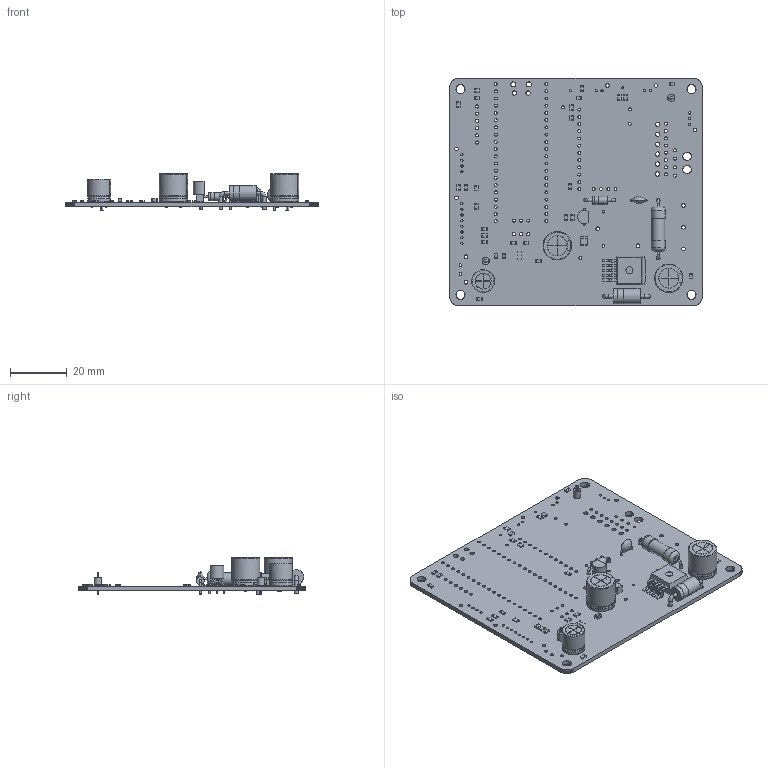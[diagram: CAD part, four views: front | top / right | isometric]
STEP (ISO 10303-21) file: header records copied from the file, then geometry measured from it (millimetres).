
FILE_DESCRIPTION(('KiCad electronic assembly'),'2;1');
FILE_NAME('WaveWise_PMIC.step','2024-03-31T12:47:16',('Pcbnew'),('Kicad' ),'Open CASCADE STEP processor 7.7','KiCad to STEP converter', 'Unknown');
FILE_SCHEMA(('AUTOMOTIVE_DESIGN { 1 0 10303 214 1 1 1 1 }'));
Length unit declared in the file: millimetre
Products named in the file (26): WaveWise_PMIC 1; R_0805_2012Metric; TO-92_Inline_Wide; C_0805_2012Metric; CP_Radial_D10.0mm_P5.00mm; CP_Radial_D100mm_P500mm; R_Axial_DIN0516_L15.5mm_D5.0mm_P20.32mm_Horizontal; R_Axial_DIN0516_L155mm_D50mm_P2032mm_Horizontal; TestPoint_Loop_D1.80mm_Drill1.0mm_Beaded; TestPoint_Loop_D1_80mm_Drill1_0mm_Beaded_cp; D_DO-201AD_P15.24mm_Horizontal; C_1210_3225Metric; C_Disc_D5.0mm_W2.5mm_P5.00mm; C_Disc_D50mm_W25mm_P500mm; D_DO-41_SOD81_P10.16mm_Horizontal; TO-263-5_TabPin6; CQ assembly; CP_Radial_D8.0mm_P5.00mm; CP_Radial_D80mm_P500mm; WaveWise_PMIC PCB
Assembly tree (52 placements, depth 3):
  WaveWise_PMIC 1
    R_0805_2012Metric  x25
      R_0805_2012Metric
    TO-92_Inline_Wide
      TO-92_Inline_Wide
    C_0805_2012Metric  x2
      C_0805_2012Metric
    CP_Radial_D10.0mm_P5.00mm  x2
      CP_Radial_D100mm_P500mm
    R_Axial_DIN0516_L15.5mm_D5.0mm_P20.32mm_Horizontal
      R_Axial_DIN0516_L155mm_D50mm_P2032mm_Horizontal
    TestPoint_Loop_D1.80mm_Drill1.0mm_Beaded  x2
      TestPoint_Loop_D1_80mm_Drill1_0mm_Beaded_cp
    D_DO-201AD_P15.24mm_Horizontal
      D_DO-201AD_P15.24mm_Horizontal
    C_1210_3225Metric
      C_1210_3225Metric
    C_Disc_D5.0mm_W2.5mm_P5.00mm
      C_Disc_D50mm_W25mm_P500mm
    D_DO-41_SOD81_P10.16mm_Horizontal
      D_DO-41_SOD81_P10.16mm_Horizontal
    TO-263-5_TabPin6
      CQ assembly
    CP_Radial_D8.0mm_P5.00mm
      CP_Radial_D80mm_P500mm
    WaveWise_PMIC PCB
Bounding box: 88.9 x 80.01 x 13 mm (x, y, z)
Volume: 14194.7 mm3; surface area: 18602.2 mm2
Topology: 48 solids, 51 shells, 1349 faces, 3510 edges, 2292 vertices
Faces by surface type: plane 797, cylinder 496, bspline 22, revolution 16, torus 16, sphere 2
Full cylindrical faces by diameter (mm): 0.3 x6, 0.5 x10, 0.7 x6, 0.8 x34, 0.991 x2, 1 x10, 1.02 x75, 1.1 x8, 1.143 x3, 1.2 x2, 1.27 x2, 1.295 x5, 1.3 x9, 1.5 x2, 1.52 x6, 1.6 x2, 1.8 x2, 2.5 x1, 2.54 x2, 2.7 x2, 2.72 x1, 3 x2, 3.2 x4, 4.5 x1, 5 x2, 5.2 x2, 5.22 x1
Entity records: 50289 total; most frequent: CARTESIAN_POINT 14010, DIRECTION 6363, LINE 3680, VECTOR 3680, ORIENTED_EDGE 3336, PCURVE 3336, DEFINITIONAL_REPRESENTATION 3336, EDGE_CURVE 1668
